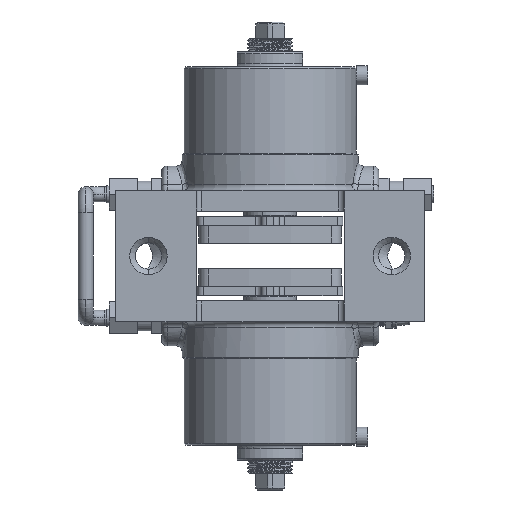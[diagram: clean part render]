
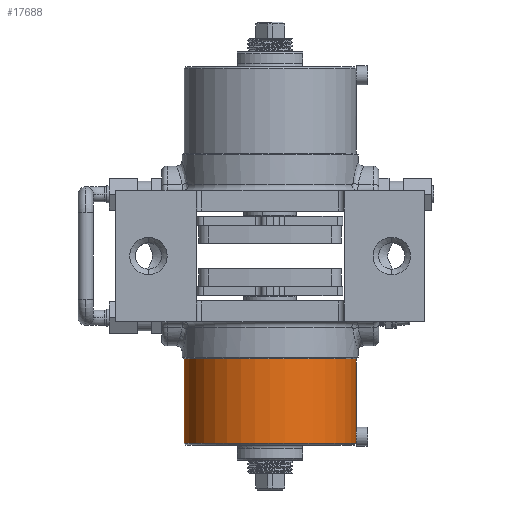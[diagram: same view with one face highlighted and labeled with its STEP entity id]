
A CAD part, front view. The second image highlights one B-rep face of the part: STEP entity #17688.
In plain terms, the highlighted cylindrical face has radius 46 mm (diameter 92 mm), a partial arc.
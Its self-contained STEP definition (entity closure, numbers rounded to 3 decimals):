
#231 = CARTESIAN_POINT ( 'NONE',  ( 45.921, -2.702, -97.841 ) ) ;
#344 = DIRECTION ( 'NONE',  ( 0., 0., 1. ) ) ;
#349 = CARTESIAN_POINT ( 'NONE',  ( 45.99, -0.973, -99.39 ) ) ;
#460 = CARTESIAN_POINT ( 'NONE',  ( 46., 0., -99.55 ) ) ;
#476 = CIRCLE ( 'NONE', #20292, 46. ) ;
#1327 = CARTESIAN_POINT ( 'NONE',  ( 46., -0.198, -93.45 ) ) ;
#2161 = ORIENTED_EDGE ( 'NONE', *, *, #6028, .F. ) ;
#2282 = CARTESIAN_POINT ( 'NONE',  ( 45.994, -0.781, -99.45 ) ) ;
#2740 = EDGE_CURVE ( 'NONE', #4935, #9694, #23958, .T. ) ;
#2932 = AXIS2_PLACEMENT_3D ( 'NONE', #11872, #8564, #21337 ) ;
#2957 = FACE_OUTER_BOUND ( 'NONE', #7429, .T. ) ;
#3134 = CARTESIAN_POINT ( 'NONE',  ( 45.908, -2.909, -95.715 ) ) ;
#3623 = CARTESIAN_POINT ( 'NONE',  ( 45.999, -0.394, -99.53 ) ) ;
#3802 = EDGE_CURVE ( 'NONE', #18425, #8608, #11044, .T. ) ;
#4074 = VECTOR ( 'NONE', #16197, 1000. ) ;
#4111 = CARTESIAN_POINT ( 'NONE',  ( 45.902, -3.006, -96.696 ) ) ;
#4769 = DIRECTION ( 'NONE',  ( 1., 0., 0. ) ) ;
#4935 = VERTEX_POINT ( 'NONE', #23702 ) ;
#4960 = CARTESIAN_POINT ( 'NONE',  ( 45.926, -2.609, -94.983 ) ) ;
#5803 = EDGE_CURVE ( 'NONE', #22184, #21552, #476, .T. ) ;
#6028 = EDGE_CURVE ( 'NONE', #9694, #8608, #16540, .T. ) ;
#6787 = CARTESIAN_POINT ( 'NONE',  ( 45.999, -0.394, -93.47 ) ) ;
#6923 = CARTESIAN_POINT ( 'NONE',  ( 46., 0., 101. ) ) ;
#6946 = LINE ( 'NONE', #17899, #4074 ) ;
#7155 = AXIS2_PLACEMENT_3D ( 'NONE', #21450, #344, #4769 ) ;
#7429 = EDGE_LOOP ( 'NONE', ( #13923, #9764, #21005, #22311, #2161, #9198 ) ) ;
#8564 = DIRECTION ( 'NONE',  ( 0., 0., -1. ) ) ;
#8608 = VERTEX_POINT ( 'NONE', #22817 ) ;
#8752 = CARTESIAN_POINT ( 'NONE',  ( 45.994, -0.782, -93.55 ) ) ;
#9123 = CARTESIAN_POINT ( 'NONE',  ( 45.976, -1.518, -93.843 ) ) ;
#9198 = ORIENTED_EDGE ( 'NONE', *, *, #2740, .F. ) ;
#9604 = CARTESIAN_POINT ( 'NONE',  ( 45.964, -1.836, -98.915 ) ) ;
#9694 = VERTEX_POINT ( 'NONE', #11912 ) ;
#9730 = DIRECTION ( 'NONE',  ( 0., 0., -1. ) ) ;
#9764 = ORIENTED_EDGE ( 'NONE', *, *, #5803, .T. ) ;
#10162 = CYLINDRICAL_SURFACE ( 'NONE', #2932, 46. ) ;
#10333 = VECTOR ( 'NONE', #21773, 1000. ) ;
#10575 = CARTESIAN_POINT ( 'NONE',  ( 45.903, -2.986, -96.103 ) ) ;
#10864 = DIRECTION ( 'NONE',  ( 0., 0., -1. ) ) ;
#11044 = CIRCLE ( 'NONE', #7155, 46. ) ;
#11540 = CARTESIAN_POINT ( 'NONE',  ( 45.903, -2.986, -96.895 ) ) ;
#11553 = CARTESIAN_POINT ( 'NONE',  ( 46., 0., 101. ) ) ;
#11872 = CARTESIAN_POINT ( 'NONE',  ( 0., 0., 101. ) ) ;
#11912 = CARTESIAN_POINT ( 'NONE',  ( 46., 0., -99.55 ) ) ;
#12396 = CARTESIAN_POINT ( 'NONE',  ( 45.921, -2.701, -95.157 ) ) ;
#12874 = CARTESIAN_POINT ( 'NONE',  ( 45.938, -2.391, -94.652 ) ) ;
#13122 = CARTESIAN_POINT ( 'NONE',  ( 45.981, -1.336, -99.234 ) ) ;
#13923 = ORIENTED_EDGE ( 'NONE', *, *, #21313, .F. ) ;
#14206 = CARTESIAN_POINT ( 'NONE',  ( 45.99, -0.974, -93.61 ) ) ;
#14385 = CARTESIAN_POINT ( 'NONE',  ( 46., 0., -55. ) ) ;
#15285 = CARTESIAN_POINT ( 'NONE',  ( 45.944, -2.269, -98.501 ) ) ;
#16034 = CARTESIAN_POINT ( 'NONE',  ( 46., 0., -93.45 ) ) ;
#16197 = DIRECTION ( 'NONE',  ( 0., 0., -1. ) ) ;
#16322 = DIRECTION ( 'NONE',  ( 1., 0., 0. ) ) ;
#16440 = EDGE_CURVE ( 'NONE', #21552, #18425, #6946, .T. ) ;
#16538 = VECTOR ( 'NONE', #9730, 1000. ) ;
#16540 = LINE ( 'NONE', #6923, #10333 ) ;
#16650 = CARTESIAN_POINT ( 'NONE',  ( 45.957, -1.99, -98.786 ) ) ;
#17143 = LINE ( 'NONE', #11553, #16538 ) ;
#17688 = ADVANCED_FACE ( 'NONE', ( #2957 ), #10162, .T. ) ;
#17899 = CARTESIAN_POINT ( 'NONE',  ( -46., 0., 101. ) ) ;
#18425 = VERTEX_POINT ( 'NONE', #23789 ) ;
#18717 = CARTESIAN_POINT ( 'NONE',  ( 45.976, -1.509, -99.139 ) ) ;
#18841 = CARTESIAN_POINT ( 'NONE',  ( 45.908, -2.91, -97.282 ) ) ;
#18961 = CARTESIAN_POINT ( 'NONE',  ( 45.926, -2.61, -98.015 ) ) ;
#19557 = CARTESIAN_POINT ( 'NONE',  ( -46., 0., -55. ) ) ;
#19818 = CARTESIAN_POINT ( 'NONE',  ( 45.912, -2.851, -95.523 ) ) ;
#19979 = CARTESIAN_POINT ( 'NONE',  ( 0., 0., -55. ) ) ;
#20292 = AXIS2_PLACEMENT_3D ( 'NONE', #19979, #10864, #16322 ) ;
#20781 = CARTESIAN_POINT ( 'NONE',  ( 45.902, -3.005, -96.299 ) ) ;
#21005 = ORIENTED_EDGE ( 'NONE', *, *, #16440, .T. ) ;
#21313 = EDGE_CURVE ( 'NONE', #22184, #4935, #17143, .T. ) ;
#21337 = DIRECTION ( 'NONE',  ( -1., 0., 0. ) ) ;
#21450 = CARTESIAN_POINT ( 'NONE',  ( 0., 0., -100. ) ) ;
#21552 = VERTEX_POINT ( 'NONE', #19557 ) ;
#21646 = CARTESIAN_POINT ( 'NONE',  ( 45.964, -1.852, -94.074 ) ) ;
#21773 = DIRECTION ( 'NONE',  ( 0., 0., -1. ) ) ;
#22115 = CARTESIAN_POINT ( 'NONE',  ( 45.944, -2.266, -94.496 ) ) ;
#22184 = VERTEX_POINT ( 'NONE', #14385 ) ;
#22311 = ORIENTED_EDGE ( 'NONE', *, *, #3802, .T. ) ;
#22362 = CARTESIAN_POINT ( 'NONE',  ( 45.911, -2.853, -97.471 ) ) ;
#22719 = CARTESIAN_POINT ( 'NONE',  ( 45.938, -2.394, -98.345 ) ) ;
#22817 = CARTESIAN_POINT ( 'NONE',  ( 46., 0., -100. ) ) ;
#23702 = CARTESIAN_POINT ( 'NONE',  ( 46., 0., -93.45 ) ) ;
#23789 = CARTESIAN_POINT ( 'NONE',  ( -46., 0., -100. ) ) ;
#23958 = B_SPLINE_CURVE_WITH_KNOTS ( 'NONE', 3,
 ( #16034, #1327, #6787, #8752, #14206, #9123, #21646, #22115, #12874, #4960, #12396, #19818, #3134, #10575, #20781, #4111, #11540, #18841, #22362, #231, #18961, #22719, #15285, #16650, #9604, #18717, #13122, #349, #2282, #3623, #24051, #460 ),
 .UNSPECIFIED., .F., .F.,
 ( 4, 2, 2, 2, 2, 2, 2, 2, 2, 2, 2, 2, 2, 2, 2, 4 ),
 ( 0.012, 0.013, 0.013, 0.014, 0.015, 0.016, 0.016, 0.017, 0.017, 0.018, 0.019, 0.019, 0.02, 0.02, 0.021, 0.022 ),
 .UNSPECIFIED. ) ;
#24051 = CARTESIAN_POINT ( 'NONE',  ( 46., -0.198, -99.55 ) ) ;
